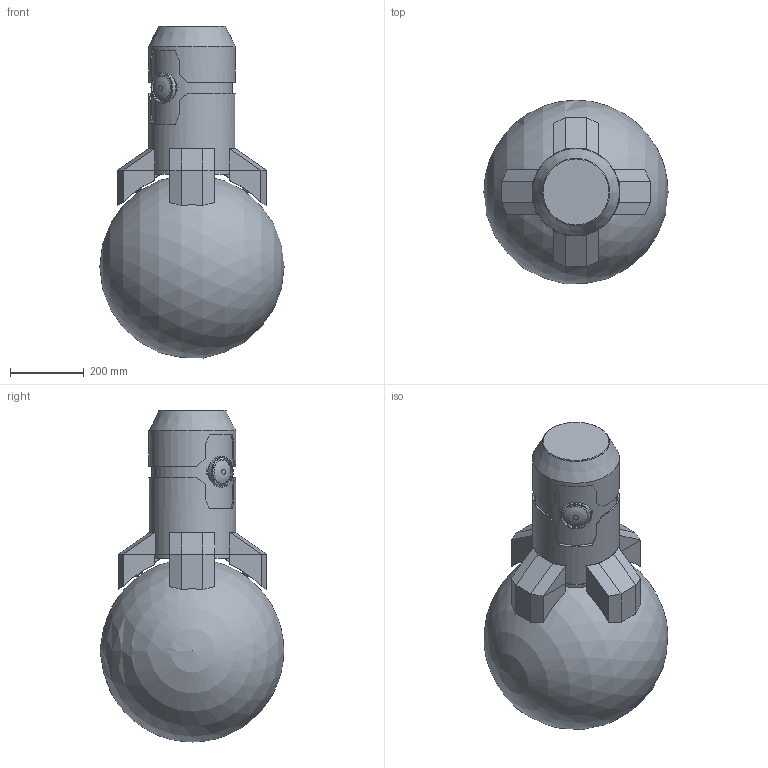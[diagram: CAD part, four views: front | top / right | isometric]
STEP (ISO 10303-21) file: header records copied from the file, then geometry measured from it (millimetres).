
FILE_DESCRIPTION(/* description */ (''),/* implementation_level */ '2;1');
FILE_NAME(/* name */ 'fb81af74-e23f-4989-ad87-2a2fc78ea05d.stp',/* time_stamp */ '2020-07-08T20:18:01+00:00',/* author */ (''),/* organization */ (''),/* preprocessor_version */ 'ST-DEVELOPER v18.1',/* originating_system */ 'Autodesk Translation Framework v9.3.0.1241',/* authorisation */ '');
FILE_SCHEMA (('AUTOMOTIVE_DESIGN { 1 0 10303 214 3 1 1 }'));
Length unit declared in the file: millimetre
Products named in the file (7): Hal9000_01; sphere500; motor; topCover; mechanics; electronics; wheelCover (1)
Assembly tree (9 placements, depth 2):
  Hal9000_01
    sphere500
    motor  x4
    topCover
    mechanics
    electronics
    wheelCover (1)
Bounding box: 500 x 498.18 x 900.68 mm (x, y, z)
Volume: 70886189.3 mm3; surface area: 2646314.1 mm2
Topology: 46 solids, 46 shells, 1010 faces, 2568 edges, 1682 vertices
Faces by surface type: plane 481, cylinder 412, cone 100, torus 11, sphere 5, bspline 1
Full cylindrical faces by diameter (mm): 2.7 x16, 2.8 x104, 4 x44, 6 x16, 7 x2, 8 x15, 10 x9, 13 x2, 15 x4, 16 x4, 22.25 x4, 26 x4, 50 x4, 60 x4, 78 x1, 80 x1, 83.4 x1, 84 x1, 120.195 x2, 182.706 x1, 212 x2, 220 x1, 220.5 x1, 220.698 x1, 227.998 x2, 235.998 x2
Entity records: 23137 total; most frequent: CARTESIAN_POINT 4083, DIRECTION 4043, ORIENTED_EDGE 3740, EDGE_CURVE 1870, AXIS2_PLACEMENT_3D 1483, VERTEX_POINT 1220, LINE 1077, VECTOR 1077
